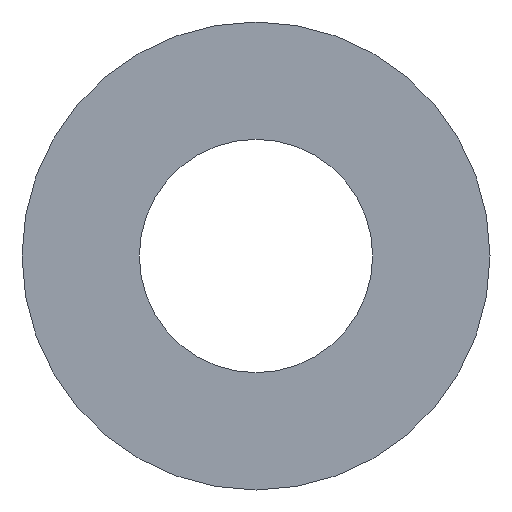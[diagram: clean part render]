
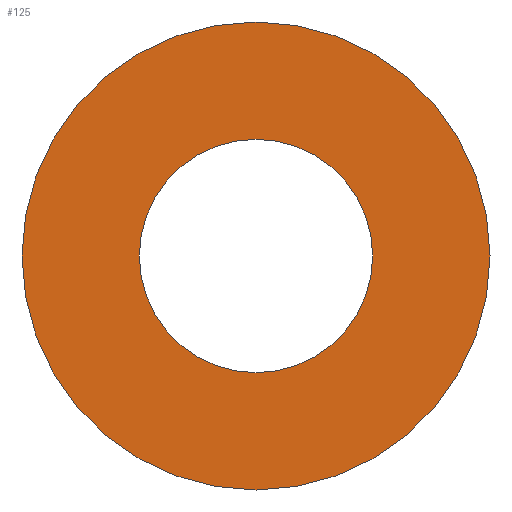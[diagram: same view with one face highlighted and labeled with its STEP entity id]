
A CAD part, front view. The second image highlights one B-rep face of the part: STEP entity #125.
In plain terms, the highlighted planar face has unit normal (0, -1, 0).
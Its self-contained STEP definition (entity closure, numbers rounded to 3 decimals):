
#7 = EDGE_CURVE ( 'NONE', #152, #89, #70, .T. ) ;
#16 = CARTESIAN_POINT ( 'NONE',  ( 0., 0., -68.2 ) ) ;
#17 = AXIS2_PLACEMENT_3D ( 'NONE', #160, #121, #174 ) ;
#20 = DIRECTION ( 'NONE',  ( 0., 0., 1. ) ) ;
#21 = DIRECTION ( 'NONE',  ( 0., 1., 0. ) ) ;
#25 = CARTESIAN_POINT ( 'NONE',  ( 0., 0., -34. ) ) ;
#28 = EDGE_LOOP ( 'NONE', ( #177, #172 ) ) ;
#39 = DIRECTION ( 'NONE',  ( 0., 0., 1. ) ) ;
#51 = AXIS2_PLACEMENT_3D ( 'NONE', #104, #236, #63 ) ;
#52 = VERTEX_POINT ( 'NONE', #118 ) ;
#54 = EDGE_LOOP ( 'NONE', ( #154, #108 ) ) ;
#58 = CIRCLE ( 'NONE', #131, 68.2 ) ;
#63 = DIRECTION ( 'NONE',  ( 0., 0., 1. ) ) ;
#70 = CIRCLE ( 'NONE', #151, 68.2 ) ;
#77 = FACE_OUTER_BOUND ( 'NONE', #54, .T. ) ;
#89 = VERTEX_POINT ( 'NONE', #141 ) ;
#98 = DIRECTION ( 'NONE',  ( 0., 0., 1. ) ) ;
#104 = CARTESIAN_POINT ( 'NONE',  ( 0., 0., 0. ) ) ;
#108 = ORIENTED_EDGE ( 'NONE', *, *, #112, .F. ) ;
#112 = EDGE_CURVE ( 'NONE', #89, #152, #58, .T. ) ;
#114 = CARTESIAN_POINT ( 'NONE',  ( 0., 0., 0. ) ) ;
#116 = DIRECTION ( 'NONE',  ( 0., 1., 0. ) ) ;
#118 = CARTESIAN_POINT ( 'NONE',  ( 0., 0., 34. ) ) ;
#121 = DIRECTION ( 'NONE',  ( 0., 1., 0. ) ) ;
#125 = ADVANCED_FACE ( 'NONE', ( #77, #215 ), #163, .F. ) ;
#131 = AXIS2_PLACEMENT_3D ( 'NONE', #248, #196, #20 ) ;
#141 = CARTESIAN_POINT ( 'NONE',  ( 0., 0., 68.2 ) ) ;
#151 = AXIS2_PLACEMENT_3D ( 'NONE', #114, #116, #39 ) ;
#152 = VERTEX_POINT ( 'NONE', #16 ) ;
#154 = ORIENTED_EDGE ( 'NONE', *, *, #7, .F. ) ;
#160 = CARTESIAN_POINT ( 'NONE',  ( 0., 0., 0. ) ) ;
#162 = EDGE_CURVE ( 'NONE', #52, #188, #183, .T. ) ;
#163 = PLANE ( 'NONE',  #17 ) ;
#172 = ORIENTED_EDGE ( 'NONE', *, *, #162, .T. ) ;
#174 = DIRECTION ( 'NONE',  ( 0., 0., 1. ) ) ;
#175 = CIRCLE ( 'NONE', #51, 34. ) ;
#177 = ORIENTED_EDGE ( 'NONE', *, *, #205, .T. ) ;
#183 = CIRCLE ( 'NONE', #230, 34. ) ;
#188 = VERTEX_POINT ( 'NONE', #25 ) ;
#196 = DIRECTION ( 'NONE',  ( 0., 1., 0. ) ) ;
#198 = CARTESIAN_POINT ( 'NONE',  ( 0., 0., 0. ) ) ;
#205 = EDGE_CURVE ( 'NONE', #188, #52, #175, .T. ) ;
#215 = FACE_BOUND ( 'NONE', #28, .T. ) ;
#230 = AXIS2_PLACEMENT_3D ( 'NONE', #198, #21, #98 ) ;
#236 = DIRECTION ( 'NONE',  ( 0., 1., 0. ) ) ;
#248 = CARTESIAN_POINT ( 'NONE',  ( 0., 0., 0. ) ) ;
